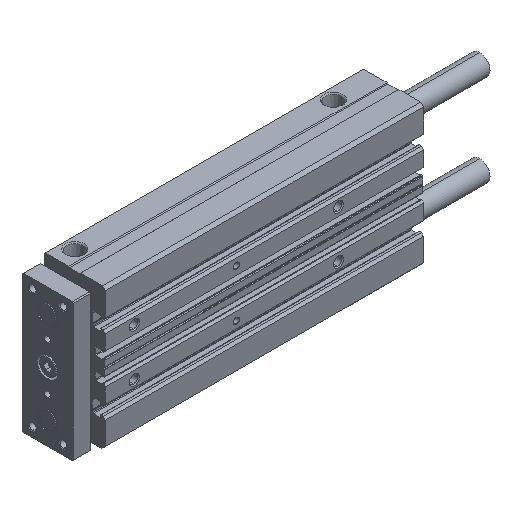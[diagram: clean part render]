
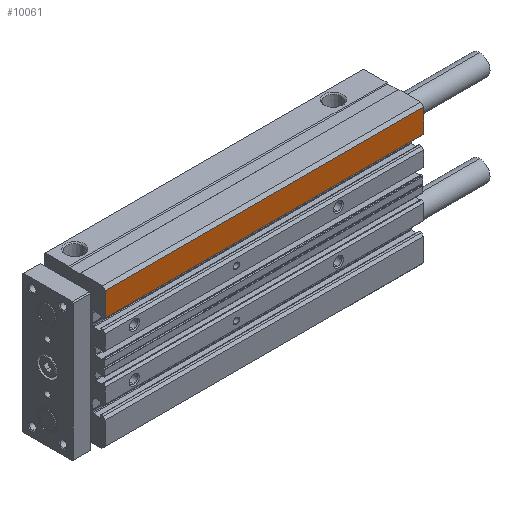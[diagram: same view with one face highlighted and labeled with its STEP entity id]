
A CAD part, isometric view. The second image highlights one B-rep face of the part: STEP entity #10061.
In plain terms, the highlighted planar face has unit normal (0, -1, 0).
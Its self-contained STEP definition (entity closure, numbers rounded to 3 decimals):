
#202 = EDGE_CURVE ( 'NONE', #10929, #11339, #5400, .T. ) ;
#214 = AXIS2_PLACEMENT_3D ( 'NONE', #11254, #8567, #3398 ) ;
#2056 = CARTESIAN_POINT ( 'NONE',  ( 187., -18., 0. ) ) ;
#2258 = ORIENTED_EDGE ( 'NONE', *, *, #202, .T. ) ;
#2510 = EDGE_LOOP ( 'NONE', ( #2846, #6268, #6608, #2258 ) ) ;
#2846 = ORIENTED_EDGE ( 'NONE', *, *, #11173, .T. ) ;
#3398 = DIRECTION ( 'NONE',  ( 0., 0., -1. ) ) ;
#3624 = VECTOR ( 'NONE', #11476, 1000. ) ;
#3882 = VERTEX_POINT ( 'NONE', #5849 ) ;
#5055 = VECTOR ( 'NONE', #12231, 1000. ) ;
#5400 = LINE ( 'NONE', #8230, #10608 ) ;
#5644 = CARTESIAN_POINT ( 'NONE',  ( 0., -18., 26. ) ) ;
#5849 = CARTESIAN_POINT ( 'NONE',  ( 0., -18., 26. ) ) ;
#5879 = DIRECTION ( 'NONE',  ( 0., 0., -1. ) ) ;
#6268 = ORIENTED_EDGE ( 'NONE', *, *, #9920, .F. ) ;
#6416 = LINE ( 'NONE', #11124, #5055 ) ;
#6608 = ORIENTED_EDGE ( 'NONE', *, *, #7342, .F. ) ;
#7342 = EDGE_CURVE ( 'NONE', #10929, #10267, #9780, .T. ) ;
#7784 = LINE ( 'NONE', #5644, #3624 ) ;
#7788 = CARTESIAN_POINT ( 'NONE',  ( 0., -18., 39.9 ) ) ;
#8107 = DIRECTION ( 'NONE',  ( -1., 0., 0. ) ) ;
#8230 = CARTESIAN_POINT ( 'NONE',  ( 0., -18., 39.9 ) ) ;
#8567 = DIRECTION ( 'NONE',  ( 0., -1., 0. ) ) ;
#9780 = LINE ( 'NONE', #2056, #11517 ) ;
#9920 = EDGE_CURVE ( 'NONE', #10267, #3882, #7784, .T. ) ;
#10027 = CARTESIAN_POINT ( 'NONE',  ( 187., -18., 26. ) ) ;
#10061 = ADVANCED_FACE ( 'NONE', ( #11322 ), #10327, .T. ) ;
#10267 = VERTEX_POINT ( 'NONE', #10027 ) ;
#10327 = PLANE ( 'NONE',  #214 ) ;
#10608 = VECTOR ( 'NONE', #8107, 1000. ) ;
#10929 = VERTEX_POINT ( 'NONE', #11435 ) ;
#11124 = CARTESIAN_POINT ( 'NONE',  ( 0., -18., 26. ) ) ;
#11173 = EDGE_CURVE ( 'NONE', #11339, #3882, #6416, .T. ) ;
#11254 = CARTESIAN_POINT ( 'NONE',  ( 0., -18., 26. ) ) ;
#11322 = FACE_OUTER_BOUND ( 'NONE', #2510, .T. ) ;
#11339 = VERTEX_POINT ( 'NONE', #7788 ) ;
#11435 = CARTESIAN_POINT ( 'NONE',  ( 187., -18., 39.9 ) ) ;
#11476 = DIRECTION ( 'NONE',  ( -1., 0., 0. ) ) ;
#11517 = VECTOR ( 'NONE', #5879, 1000. ) ;
#12231 = DIRECTION ( 'NONE',  ( 0., 0., -1. ) ) ;
